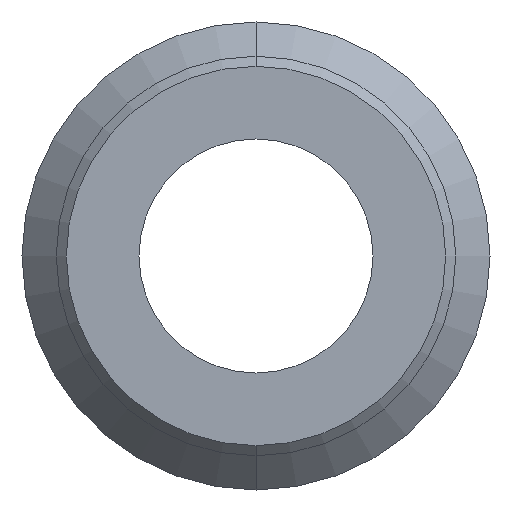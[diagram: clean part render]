
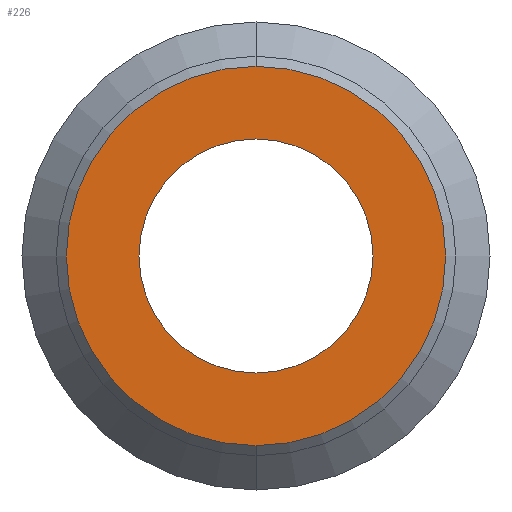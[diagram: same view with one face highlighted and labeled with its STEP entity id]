
A CAD part, front view. The second image highlights one B-rep face of the part: STEP entity #226.
In plain terms, the highlighted planar face has unit normal (0, -1, 0).
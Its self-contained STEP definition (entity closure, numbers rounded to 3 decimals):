
#92 = VERTEX_POINT ( 'NONE', #554 ) ;
#102 = VERTEX_POINT ( 'NONE', #564 ) ;
#108 = EDGE_CURVE ( 'NONE', #92, #102, #585, .T. ) ;
#148 = EDGE_CURVE ( 'NONE', #149, #151, #610, .T. ) ;
#149 = VERTEX_POINT ( 'NONE', #611 ) ;
#151 = VERTEX_POINT ( 'NONE', #625 ) ;
#222 = ORIENTED_EDGE ( 'NONE', *, *, #108, .T. ) ;
#223 = ORIENTED_EDGE ( 'NONE', *, *, #302, .T. ) ;
#226 = ADVANCED_FACE ( 'NONE', ( #707, #782 ), #781, .T. ) ;
#227 = EDGE_LOOP ( 'NONE', ( #315, #301 ) ) ;
#260 = EDGE_LOOP ( 'NONE', ( #223, #222 ) ) ;
#301 = ORIENTED_EDGE ( 'NONE', *, *, #148, .T. ) ;
#302 = EDGE_CURVE ( 'NONE', #102, #92, #914, .T. ) ;
#313 = EDGE_CURVE ( 'NONE', #151, #149, #937, .T. ) ;
#315 = ORIENTED_EDGE ( 'NONE', *, *, #313, .T. ) ;
#547 = DIRECTION ( 'NONE',  ( 0., 0., -1. ) ) ;
#548 = DIRECTION ( 'NONE',  ( 0., -1., 0. ) ) ;
#554 = CARTESIAN_POINT ( 'NONE',  ( 0., 0., -5.675 ) ) ;
#564 = CARTESIAN_POINT ( 'NONE',  ( 0., 0., 5.675 ) ) ;
#583 = CARTESIAN_POINT ( 'NONE',  ( 0., 0., 0. ) ) ;
#584 = AXIS2_PLACEMENT_3D ( 'NONE', #583, #548, #547 ) ;
#585 = CIRCLE ( 'NONE', #584, 5.675 ) ;
#599 = DIRECTION ( 'NONE',  ( 0., 0., 1. ) ) ;
#600 = DIRECTION ( 'NONE',  ( 0., 1., 0. ) ) ;
#601 = CARTESIAN_POINT ( 'NONE',  ( 0., 0., 0. ) ) ;
#602 = AXIS2_PLACEMENT_3D ( 'NONE', #601, #600, #599 ) ;
#610 = CIRCLE ( 'NONE', #602, 3.5 ) ;
#611 = CARTESIAN_POINT ( 'NONE',  ( 0., 0., -3.5 ) ) ;
#625 = CARTESIAN_POINT ( 'NONE',  ( 0., 0., 3.5 ) ) ;
#707 = FACE_BOUND ( 'NONE', #227, .T. ) ;
#776 = DIRECTION ( 'NONE',  ( 0., 0., -1. ) ) ;
#777 = DIRECTION ( 'NONE',  ( 0., -1., 0. ) ) ;
#778 = CARTESIAN_POINT ( 'NONE',  ( 5.675, 0., 0. ) ) ;
#780 = AXIS2_PLACEMENT_3D ( 'NONE', #778, #777, #776 ) ;
#781 = PLANE ( 'NONE',  #780 ) ;
#782 = FACE_OUTER_BOUND ( 'NONE', #260, .T. ) ;
#893 = CARTESIAN_POINT ( 'NONE',  ( 0., 0., 0. ) ) ;
#906 = DIRECTION ( 'NONE',  ( 0., 0., 1. ) ) ;
#907 = DIRECTION ( 'NONE',  ( 0., 1., 0. ) ) ;
#914 = CIRCLE ( 'NONE', #926, 5.675 ) ;
#918 = DIRECTION ( 'NONE',  ( 0., 0., -1. ) ) ;
#926 = AXIS2_PLACEMENT_3D ( 'NONE', #893, #929, #918 ) ;
#929 = DIRECTION ( 'NONE',  ( 0., -1., 0. ) ) ;
#934 = CARTESIAN_POINT ( 'NONE',  ( 0., 0., 0. ) ) ;
#935 = AXIS2_PLACEMENT_3D ( 'NONE', #934, #907, #906 ) ;
#937 = CIRCLE ( 'NONE', #935, 3.5 ) ;
